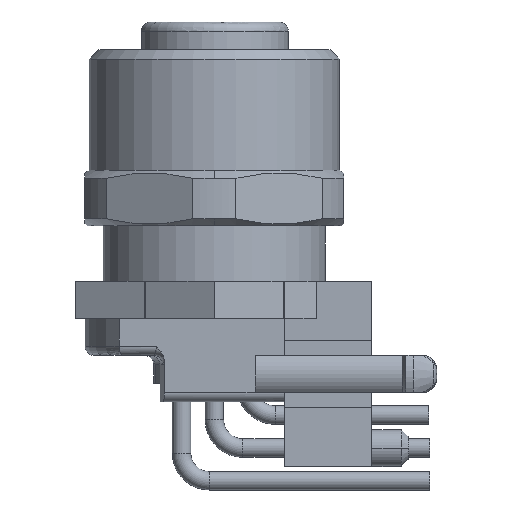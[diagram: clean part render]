
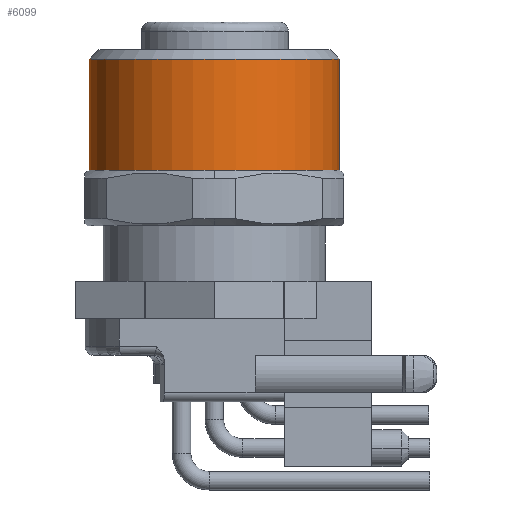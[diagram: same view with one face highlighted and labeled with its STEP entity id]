
A CAD part, left-side view. The second image highlights one B-rep face of the part: STEP entity #6099.
In plain terms, the highlighted cylindrical face has radius 6.75 mm (diameter 13.5 mm), a partial arc.
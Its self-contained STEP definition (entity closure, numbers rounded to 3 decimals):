
#1537=CARTESIAN_POINT('',(0.,0.,-8.));
#1538=DIRECTION('',(0.,0.,-1.));
#1539=DIRECTION('',(0.,-1.,0.));
#1540=AXIS2_PLACEMENT_3D('',#1537,#1538,#1539);
#1542=CARTESIAN_POINT('',(0.,0.,-8.));
#1543=DIRECTION('',(0.,0.,-1.));
#1544=DIRECTION('',(-1.,0.,0.));
#1545=AXIS2_PLACEMENT_3D('',#1542,#1543,#1544);
#1547=DIRECTION('',(0.,0.,1.));
#1548=VECTOR('',#1547,6.);
#1549=CARTESIAN_POINT('',(0.,6.75,-8.));
#1550=LINE('',#1549,#1548);
#1551=DIRECTION('',(0.,0.,1.));
#1552=VECTOR('',#1551,6.);
#1553=CARTESIAN_POINT('',(0.,-6.75,-8.));
#1554=LINE('',#1553,#1552);
#1563=CARTESIAN_POINT('',(0.,0.,-2.));
#1564=DIRECTION('',(0.,0.,1.));
#1565=DIRECTION('',(0.,1.,0.));
#1566=AXIS2_PLACEMENT_3D('',#1563,#1564,#1565);
#3380=CARTESIAN_POINT('',(0.,6.75,-2.));
#3382=VERTEX_POINT('',#3380);
#3400=CARTESIAN_POINT('',(0.,-6.75,-2.));
#3402=VERTEX_POINT('',#3400);
#3416=CARTESIAN_POINT('',(0.,6.75,-8.));
#3418=VERTEX_POINT('',#3416);
#3420=CARTESIAN_POINT('',(0.,-6.75,-8.));
#3421=VERTEX_POINT('',#3420);
#3422=CARTESIAN_POINT('',(-6.75,0.,-8.));
#3423=VERTEX_POINT('',#3422);
#6086=CARTESIAN_POINT('',(0.,0.,0.8));
#6087=DIRECTION('',(0.,0.,-1.));
#6088=DIRECTION('',(0.,-1.,0.));
#6089=AXIS2_PLACEMENT_3D('',#6086,#6087,#6088);
#6090=CYLINDRICAL_SURFACE('',#6089,6.75);
#6091=ORIENTED_EDGE('',*,*,#5937,.T.);
#6092=ORIENTED_EDGE('',*,*,#5877,.T.);
#6093=ORIENTED_EDGE('',*,*,#5911,.T.);
#6095=ORIENTED_EDGE('',*,*,#6094,.T.);
#6096=ORIENTED_EDGE('',*,*,#5907,.F.);
#6097=EDGE_LOOP('',(#6091,#6092,#6093,#6095,#6096));
#6098=FACE_OUTER_BOUND('',#6097,.F.);
#1541=CIRCLE('',#1540,6.75);
#1546=CIRCLE('',#1545,6.75);
#1567=CIRCLE('',#1566,6.75);
#5877=EDGE_CURVE('',#3423,#3418,#1546,.T.);
#5907=EDGE_CURVE('',#3421,#3402,#1554,.T.);
#5911=EDGE_CURVE('',#3418,#3382,#1550,.T.);
#5937=EDGE_CURVE('',#3421,#3423,#1541,.T.);
#6094=EDGE_CURVE('',#3382,#3402,#1567,.T.);
#6099=ADVANCED_FACE('',(#6098),#6090,.T.);
